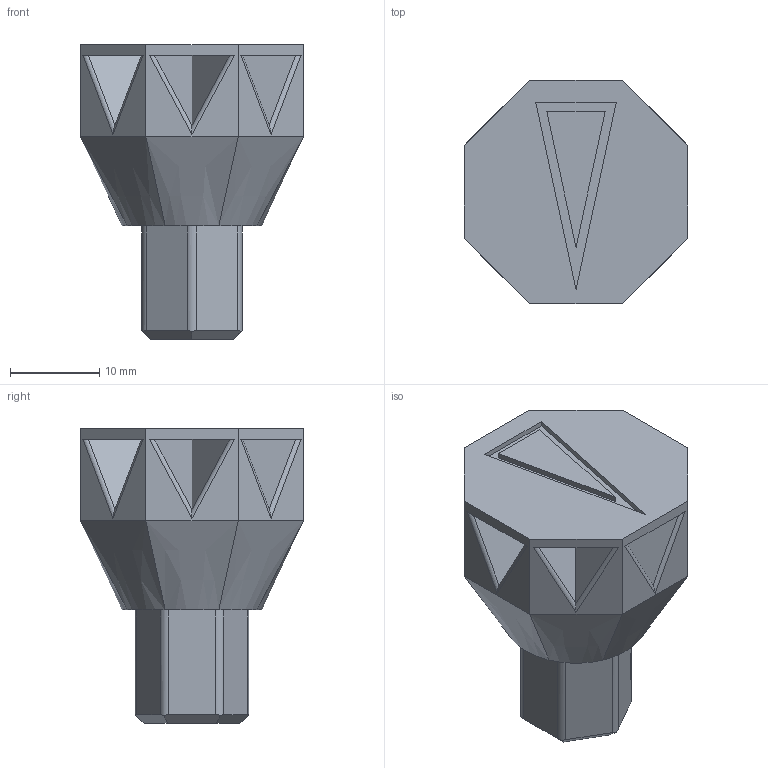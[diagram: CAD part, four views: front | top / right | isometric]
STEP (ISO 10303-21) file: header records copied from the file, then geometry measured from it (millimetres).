
FILE_DESCRIPTION(/* description */ (''),/* implementation_level */ '2;1');
FILE_NAME(/* name */ 'V3_Basic v2.step',/* time_stamp */ '2023-12-09T15:24:38-08:00',/* author */ (''),/* organization */ (''),/* preprocessor_version */ 'ST-DEVELOPER v20',/* originating_system */ 'Autodesk Translation Framework v12.14.0.127',/* authorisation */ '');
FILE_SCHEMA (('AUTOMOTIVE_DESIGN { 1 0 10303 214 3 1 1 }'));
Length unit declared in the file: millimetre
Products named in the file (1): V3_Basic
Bounding box: 25 x 25 x 33 mm (x, y, z)
Volume: 9121.2 mm3; surface area: 3702.3 mm2
Topology: 1 solids, 1 shells, 85 faces, 200 edges, 128 vertices
Faces by surface type: plane 55, cylinder 22, bspline 8
Entity records: 2534 total; most frequent: CARTESIAN_POINT 534, DIRECTION 406, ORIENTED_EDGE 400, EDGE_CURVE 200, LINE 150, VECTOR 150, VERTEX_POINT 128, AXIS2_PLACEMENT_3D 128
